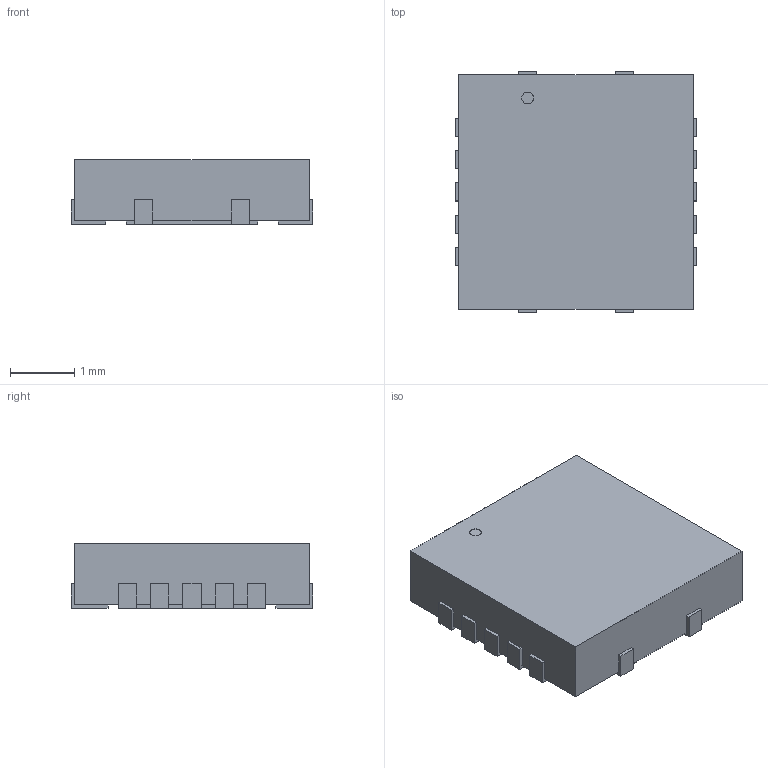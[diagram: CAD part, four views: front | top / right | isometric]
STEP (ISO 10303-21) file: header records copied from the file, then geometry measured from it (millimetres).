
FILE_DESCRIPTION(('STEP AP214'),'1');
FILE_NAME('RGY14_2P05X2P05','2019-02-08T22:33:38',(''),(''),'','','');
FILE_SCHEMA(('AUTOMOTIVE_DESIGN'));
Length unit declared in the file: millimetre
Products named in the file (1): product
Bounding box: 3.75 x 3.75 x 1 mm (x, y, z)
Volume: 0 mm3; surface area: 57.9 mm2
Topology: 1 solids, 125 shells, 127 faces, 555 edges, 554 vertices
Faces by surface type: plane 126, cylinder 1
Full cylindrical faces by diameter (mm): 0.183 x1
Entity records: 6196 total; most frequent: CARTESIAN_POINT 1237, VERTEX_POINT 1106, DIRECTION 814, ORIENTED_EDGE 556, EDGE_CURVE 554, LINE 552, VECTOR 552, AXIS2_PLACEMENT_3D 131
